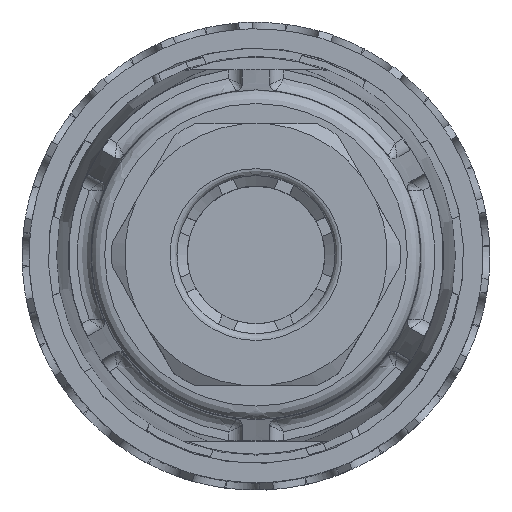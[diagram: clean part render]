
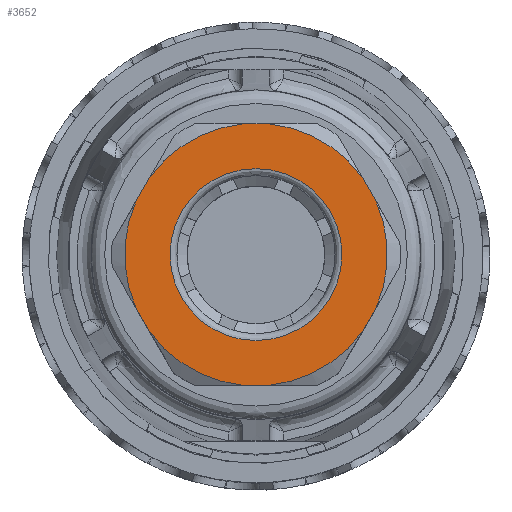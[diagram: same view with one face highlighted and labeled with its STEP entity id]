
A CAD part, top view. The second image highlights one B-rep face of the part: STEP entity #3652.
In plain terms, the highlighted face is planar.
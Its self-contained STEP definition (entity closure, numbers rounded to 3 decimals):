
#1587=FACE_BOUND('',#6241,.T.);
#1588=FACE_BOUND('',#6242,.T.);
#2645=CIRCLE('',#19537,6.25);
#2662=CIRCLE('',#19565,9.55);
#2663=CIRCLE('',#19568,9.55);
#2664=CIRCLE('',#19571,9.55);
#2665=CIRCLE('',#19574,9.55);
#2666=CIRCLE('',#19577,9.55);
#2668=CIRCLE('',#19582,9.55);
#3652=ADVANCED_FACE('',(#1587,#1588),#4286,.T.);
#4286=PLANE('',#19584);
#6241=EDGE_LOOP('',(#11205));
#6242=EDGE_LOOP('',(#11206,#11207,#11208,#11209,#11210,#11211,#11212,#11213,
#11214,#11215,#11216,#11217));
#11205=ORIENTED_EDGE('',*,*,#15378,.T.);
#11206=ORIENTED_EDGE('',*,*,#15437,.T.);
#11207=ORIENTED_EDGE('',*,*,#15412,.F.);
#11208=ORIENTED_EDGE('',*,*,#15416,.T.);
#11209=ORIENTED_EDGE('',*,*,#15418,.F.);
#11210=ORIENTED_EDGE('',*,*,#15420,.T.);
#11211=ORIENTED_EDGE('',*,*,#15422,.F.);
#11212=ORIENTED_EDGE('',*,*,#15424,.T.);
#11213=ORIENTED_EDGE('',*,*,#15426,.F.);
#11214=ORIENTED_EDGE('',*,*,#15428,.T.);
#11215=ORIENTED_EDGE('',*,*,#15430,.F.);
#11216=ORIENTED_EDGE('',*,*,#15432,.T.);
#11217=ORIENTED_EDGE('',*,*,#15434,.F.);
#12978=VERTEX_POINT('',#32009);
#13006=VERTEX_POINT('',#32117);
#13007=VERTEX_POINT('',#32119);
#13009=VERTEX_POINT('',#32129);
#13010=VERTEX_POINT('',#32135);
#13011=VERTEX_POINT('',#32141);
#13012=VERTEX_POINT('',#32147);
#13013=VERTEX_POINT('',#32153);
#13014=VERTEX_POINT('',#32159);
#13015=VERTEX_POINT('',#32165);
#13016=VERTEX_POINT('',#32171);
#13017=VERTEX_POINT('',#32177);
#13019=VERTEX_POINT('',#32184);
#15378=EDGE_CURVE('',#12978,#12978,#2645,.T.);
#15412=EDGE_CURVE('',#13006,#13007,#16606,.T.);
#15416=EDGE_CURVE('',#13006,#13009,#2662,.T.);
#15418=EDGE_CURVE('',#13010,#13009,#16608,.T.);
#15420=EDGE_CURVE('',#13010,#13011,#2663,.T.);
#15422=EDGE_CURVE('',#13012,#13011,#16609,.T.);
#15424=EDGE_CURVE('',#13012,#13013,#2664,.T.);
#15426=EDGE_CURVE('',#13014,#13013,#16610,.T.);
#15428=EDGE_CURVE('',#13014,#13015,#2665,.T.);
#15430=EDGE_CURVE('',#13016,#13015,#16611,.T.);
#15432=EDGE_CURVE('',#13016,#13017,#2666,.T.);
#15434=EDGE_CURVE('',#13019,#13017,#16612,.T.);
#15437=EDGE_CURVE('',#13019,#13007,#2668,.T.);
#16606=LINE('',#32118,#17686);
#16608=LINE('',#32136,#17688);
#16609=LINE('',#32148,#17689);
#16610=LINE('',#32160,#17690);
#16611=LINE('',#32172,#17691);
#16612=LINE('',#32185,#17692);
#17686=VECTOR('',#24333,1.);
#17688=VECTOR('',#24341,1.);
#17689=VECTOR('',#24348,1.);
#17690=VECTOR('',#24355,1.);
#17691=VECTOR('',#24362,1.);
#17692=VECTOR('',#24369,1.);
#19537=AXIS2_PLACEMENT_3D('',#32008,#24263,#24264);
#19565=AXIS2_PLACEMENT_3D('',#32130,#24337,#24338);
#19568=AXIS2_PLACEMENT_3D('',#32142,#24344,#24345);
#19571=AXIS2_PLACEMENT_3D('',#32154,#24351,#24352);
#19574=AXIS2_PLACEMENT_3D('',#32166,#24358,#24359);
#19577=AXIS2_PLACEMENT_3D('',#32178,#24365,#24366);
#19582=AXIS2_PLACEMENT_3D('',#32190,#24377,#24378);
#19584=AXIS2_PLACEMENT_3D('',#32192,#24381,#24382);
#24263=DIRECTION('',(0.,1.,0.));
#24264=DIRECTION('',(1.,0.,0.));
#24333=DIRECTION('',(0.866,0.,-0.5));
#24337=DIRECTION('',(0.,-1.,0.));
#24338=DIRECTION('',(0.409,0.,0.913));
#24341=DIRECTION('',(0.866,0.,0.5));
#24344=DIRECTION('',(0.,-1.,0.));
#24345=DIRECTION('',(-0.586,0.,0.81));
#24348=DIRECTION('',(0.,0.,1.));
#24351=DIRECTION('',(0.,-1.,0.));
#24352=DIRECTION('',(-0.995,0.,-0.102));
#24355=DIRECTION('',(-0.866,0.,0.5));
#24358=DIRECTION('',(0.,-1.,0.));
#24359=DIRECTION('',(-0.409,0.,-0.913));
#24362=DIRECTION('',(-0.866,0.,-0.5));
#24365=DIRECTION('',(0.,-1.,0.));
#24366=DIRECTION('',(0.586,0.,-0.81));
#24369=DIRECTION('',(0.,0.,-1.));
#24377=DIRECTION('',(0.,-1.,0.));
#24378=DIRECTION('',(0.995,0.,0.102));
#24381=DIRECTION('',(0.,-1.,0.));
#24382=DIRECTION('',(1.,0.,0.));
#32008=CARTESIAN_POINT('',(3.471,-0.94,-0.777));
#32009=CARTESIAN_POINT('',(9.721,-0.94,-0.777));
#32117=CARTESIAN_POINT('',(7.376,-0.94,7.938));
#32118=CARTESIAN_POINT('',(7.376,-0.94,7.938));
#32119=CARTESIAN_POINT('',(9.067,-0.94,6.962));
#32129=CARTESIAN_POINT('',(-0.433,-0.94,7.938));
#32130=CARTESIAN_POINT('',(3.471,-0.94,-0.777));
#32135=CARTESIAN_POINT('',(-2.124,-0.94,6.962));
#32136=CARTESIAN_POINT('',(-2.124,-0.94,6.962));
#32141=CARTESIAN_POINT('',(-6.029,-0.94,0.199));
#32142=CARTESIAN_POINT('',(3.471,-0.94,-0.777));
#32147=CARTESIAN_POINT('',(-6.029,-0.94,-1.753));
#32148=CARTESIAN_POINT('',(-6.029,-0.94,-1.753));
#32153=CARTESIAN_POINT('',(-2.124,-0.94,-8.517));
#32154=CARTESIAN_POINT('',(3.471,-0.94,-0.777));
#32159=CARTESIAN_POINT('',(-0.433,-0.94,-9.493));
#32160=CARTESIAN_POINT('',(-0.433,-0.94,-9.493));
#32165=CARTESIAN_POINT('',(7.376,-0.94,-9.493));
#32166=CARTESIAN_POINT('',(3.471,-0.94,-0.777));
#32171=CARTESIAN_POINT('',(9.067,-0.94,-8.517));
#32172=CARTESIAN_POINT('',(9.067,-0.94,-8.517));
#32177=CARTESIAN_POINT('',(12.971,-0.94,-1.753));
#32178=CARTESIAN_POINT('',(3.471,-0.94,-0.777));
#32184=CARTESIAN_POINT('',(12.971,-0.94,0.199));
#32185=CARTESIAN_POINT('',(12.971,-0.94,0.199));
#32190=CARTESIAN_POINT('',(3.471,-0.94,-0.777));
#32192=CARTESIAN_POINT('',(-6.979,-0.94,-12.327));
